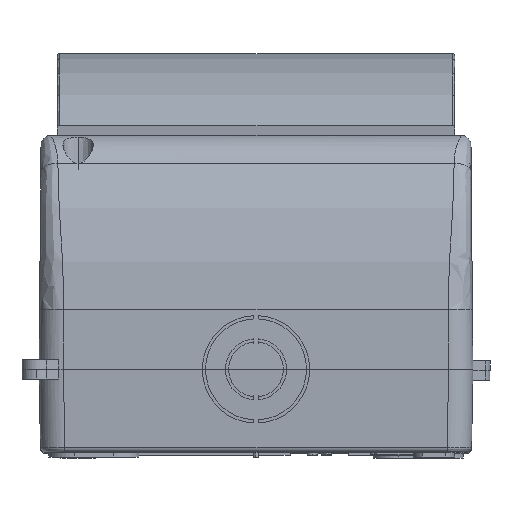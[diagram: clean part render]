
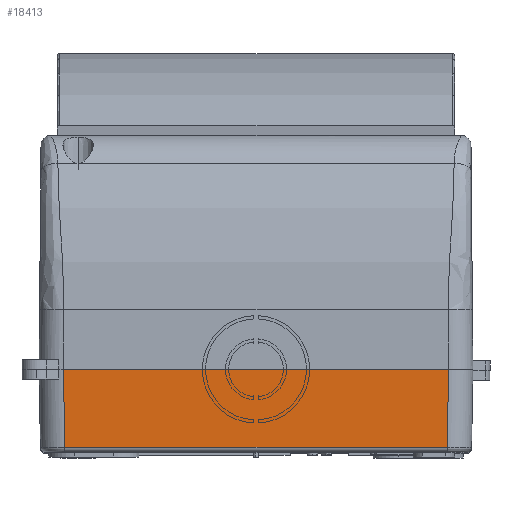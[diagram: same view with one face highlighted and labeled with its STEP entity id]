
A CAD part, top view. The second image highlights one B-rep face of the part: STEP entity #18413.
In plain terms, the highlighted planar face has unit normal (0, -0.018, 1).
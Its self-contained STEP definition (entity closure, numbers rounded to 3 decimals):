
#1091 = EDGE_CURVE ( 'NONE', #42017, #43800, #33600, .T. ) ;
#3165 = ORIENTED_EDGE ( 'NONE', *, *, #45574, .T. ) ;
#3703 = ORIENTED_EDGE ( 'NONE', *, *, #21037, .T. ) ;
#3789 = CARTESIAN_POINT ( 'NONE',  ( -44.5, 17., 70. ) ) ;
#3819 = PLANE ( 'NONE',  #35337 ) ;
#4348 = CARTESIAN_POINT ( 'NONE',  ( -44.5, 0.983, 69.72 ) ) ;
#6936 = VERTEX_POINT ( 'NONE', #20132 ) ;
#7477 = DIRECTION ( 'NONE',  ( 0., -1., -0.017 ) ) ;
#10318 = DIRECTION ( 'NONE',  ( 0.017, 1., 0.017 ) ) ;
#10891 = CARTESIAN_POINT ( 'NONE',  ( -39.501, 17., 70. ) ) ;
#11648 = LINE ( 'NONE', #3789, #29480 ) ;
#14861 = VERTEX_POINT ( 'NONE', #19180 ) ;
#15973 = EDGE_CURVE ( 'NONE', #42017, #6936, #11648, .T. ) ;
#17259 = VECTOR ( 'NONE', #18623, 1000. ) ;
#17264 = DIRECTION ( 'NONE',  ( 0.017, -1., -0.017 ) ) ;
#18413 = ADVANCED_FACE ( 'NONE', ( #34411 ), #3819, .T. ) ;
#18623 = DIRECTION ( 'NONE',  ( 1., 0., 0. ) ) ;
#19180 = CARTESIAN_POINT ( 'NONE',  ( 39.221, 0.983, 69.72 ) ) ;
#20132 = CARTESIAN_POINT ( 'NONE',  ( 39.501, 17., 70. ) ) ;
#20781 = CARTESIAN_POINT ( 'NONE',  ( -39.502, 17.087, 70.002 ) ) ;
#21037 = EDGE_CURVE ( 'NONE', #43800, #14861, #43360, .T. ) ;
#21643 = ORIENTED_EDGE ( 'NONE', *, *, #15973, .F. ) ;
#21648 = CARTESIAN_POINT ( 'NONE',  ( -44.5, 17., 70. ) ) ;
#23888 = EDGE_LOOP ( 'NONE', ( #41167, #3703, #3165, #21643 ) ) ;
#24304 = CARTESIAN_POINT ( 'NONE',  ( -39.221, 0.983, 69.72 ) ) ;
#25944 = VECTOR ( 'NONE', #10318, 1000. ) ;
#28668 = DIRECTION ( 'NONE',  ( 1., 0., 0. ) ) ;
#28840 = DIRECTION ( 'NONE',  ( 0., -0.017, 1. ) ) ;
#29480 = VECTOR ( 'NONE', #28668, 1000. ) ;
#31642 = CARTESIAN_POINT ( 'NONE',  ( 39.475, 15.535, 69.974 ) ) ;
#33155 = LINE ( 'NONE', #31642, #25944 ) ;
#33600 = LINE ( 'NONE', #20781, #40825 ) ;
#34411 = FACE_OUTER_BOUND ( 'NONE', #23888, .T. ) ;
#35337 = AXIS2_PLACEMENT_3D ( 'NONE', #21648, #28840, #7477 ) ;
#40825 = VECTOR ( 'NONE', #17264, 1000. ) ;
#41167 = ORIENTED_EDGE ( 'NONE', *, *, #1091, .T. ) ;
#42017 = VERTEX_POINT ( 'NONE', #10891 ) ;
#43360 = LINE ( 'NONE', #4348, #17259 ) ;
#43800 = VERTEX_POINT ( 'NONE', #24304 ) ;
#45574 = EDGE_CURVE ( 'NONE', #14861, #6936, #33155, .T. ) ;
